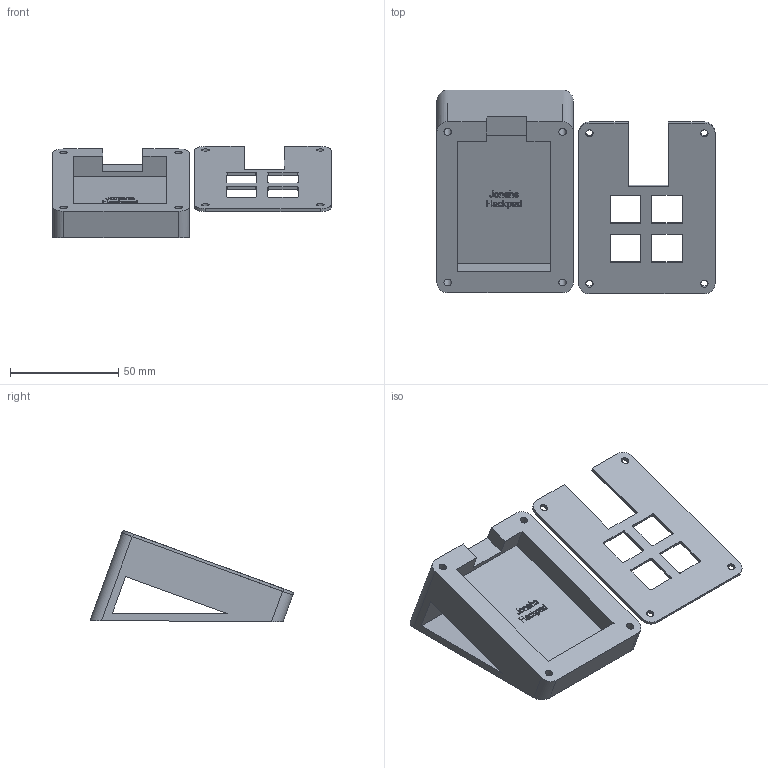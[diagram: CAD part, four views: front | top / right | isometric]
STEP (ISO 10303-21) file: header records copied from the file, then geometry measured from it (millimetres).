
FILE_DESCRIPTION(/* description */ (''),/* implementation_level */ '2;1');
FILE_NAME(/* name */ 'hackpad assembaly.step',/* time_stamp */ '2025-12-06T10:54:08Z',/* author */ (''),/* organization */ (''),/* preprocessor_version */ 'ST-DEVELOPER v20.1',/* originating_system */ 'Autodesk Translation Framework v14.21.0.0',/* authorisation */ '');
FILE_SCHEMA (('AUTOMOTIVE_DESIGN { 1 0 10303 214 3 1 1 }'));
Length unit declared in the file: millimetre
Products named in the file (4): hackpad assembaly; Jonahs hackpad; Bottom; Jonahs hackpad top
Assembly tree (3 placements, depth 3):
  hackpad assembaly
    Jonahs hackpad
      Bottom
    Jonahs hackpad top
Bounding box: 128.37 x 94.06 x 42.08 mm (x, y, z)
Volume: 93501.4 mm3; surface area: 38097.9 mm2
Topology: 2 solids, 2 shells, 400 faces, 1119 edges, 746 vertices
Faces by surface type: bspline 228, plane 136, cylinder 36
Full cylindrical faces by diameter (mm): 3.4 x8, 6 x4
Entity records: 15092 total; most frequent: CARTESIAN_POINT 6148, ORIENTED_EDGE 2238, EDGE_CURVE 1119, DIRECTION 1093, VERTEX_POINT 746, LINE 591, VECTOR 591, B_SPLINE_CURVE_WITH_KNOTS 456
